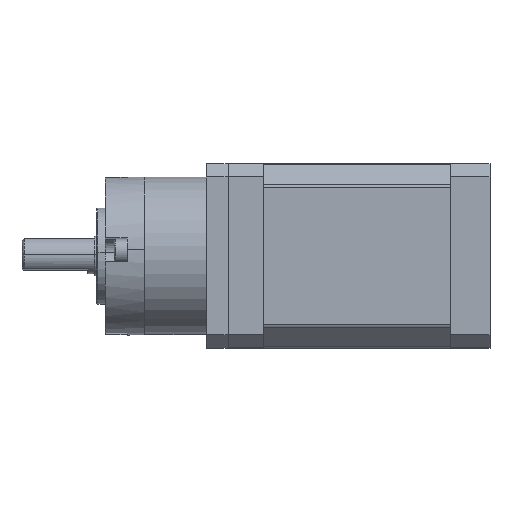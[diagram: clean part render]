
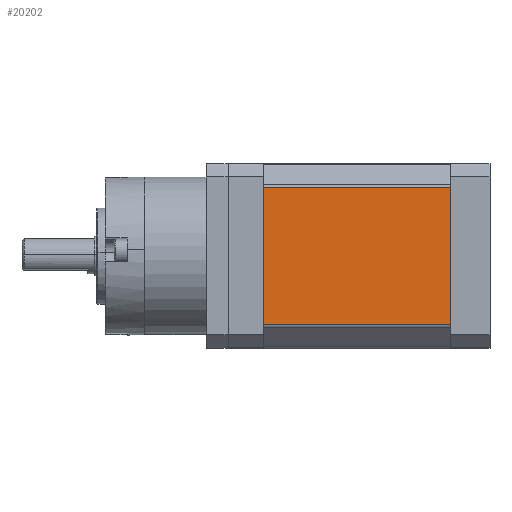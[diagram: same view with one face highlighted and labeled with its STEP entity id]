
A CAD part, top view. The second image highlights one B-rep face of the part: STEP entity #20202.
In plain terms, the highlighted planar face has unit normal (0, 0, 1).
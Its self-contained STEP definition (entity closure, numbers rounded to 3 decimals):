
#810 = DIRECTION ( 'NONE',  ( 0., 0., 1. ) ) ;
#1367 = DIRECTION ( 'NONE',  ( 1., 0., 0. ) ) ;
#1717 = VECTOR ( 'NONE', #23662, 1000. ) ;
#1721 = CARTESIAN_POINT ( 'NONE',  ( -9., -15.586, 21. ) ) ;
#3477 = PLANE ( 'NONE',  #16786 ) ;
#3478 = DIRECTION ( 'NONE',  ( -1., 0., 0. ) ) ;
#4002 = EDGE_CURVE ( 'NONE', #13509, #19667, #6696, .T. ) ;
#4606 = CARTESIAN_POINT ( 'NONE',  ( -51.7, 15.586, 21. ) ) ;
#4699 = EDGE_CURVE ( 'NONE', #5783, #26361, #19562, .T. ) ;
#4852 = CARTESIAN_POINT ( 'NONE',  ( -9., 15.586, 21. ) ) ;
#5605 = LINE ( 'NONE', #5741, #15640 ) ;
#5741 = CARTESIAN_POINT ( 'NONE',  ( -9., 15.586, 21. ) ) ;
#5783 = VERTEX_POINT ( 'NONE', #4852 ) ;
#6696 = LINE ( 'NONE', #23935, #1717 ) ;
#7234 = LINE ( 'NONE', #19707, #17049 ) ;
#8854 = CARTESIAN_POINT ( 'NONE',  ( -51.7, -15.586, 21. ) ) ;
#9619 = EDGE_LOOP ( 'NONE', ( #15174, #14947, #11557, #10283 ) ) ;
#9749 = EDGE_CURVE ( 'NONE', #5783, #19667, #5605, .T. ) ;
#10283 = ORIENTED_EDGE ( 'NONE', *, *, #9749, .T. ) ;
#11557 = ORIENTED_EDGE ( 'NONE', *, *, #4699, .F. ) ;
#12226 = EDGE_CURVE ( 'NONE', #13509, #26361, #7234, .T. ) ;
#13509 = VERTEX_POINT ( 'NONE', #8854 ) ;
#14947 = ORIENTED_EDGE ( 'NONE', *, *, #12226, .T. ) ;
#15174 = ORIENTED_EDGE ( 'NONE', *, *, #4002, .F. ) ;
#15640 = VECTOR ( 'NONE', #3478, 1000. ) ;
#15652 = CARTESIAN_POINT ( 'NONE',  ( -9., -21., 21. ) ) ;
#16032 = VECTOR ( 'NONE', #24187, 1000. ) ;
#16786 = AXIS2_PLACEMENT_3D ( 'NONE', #18101, #810, #1367 ) ;
#17049 = VECTOR ( 'NONE', #23768, 1000. ) ;
#18101 = CARTESIAN_POINT ( 'NONE',  ( -9., -21., 21. ) ) ;
#19562 = LINE ( 'NONE', #15652, #16032 ) ;
#19667 = VERTEX_POINT ( 'NONE', #4606 ) ;
#19707 = CARTESIAN_POINT ( 'NONE',  ( -9., -15.586, 21. ) ) ;
#20202 = ADVANCED_FACE ( 'NONE', ( #24681 ), #3477, .T. ) ;
#23662 = DIRECTION ( 'NONE',  ( 0., 1., 0. ) ) ;
#23768 = DIRECTION ( 'NONE',  ( 1., 0., 0. ) ) ;
#23935 = CARTESIAN_POINT ( 'NONE',  ( -51.7, -21., 21. ) ) ;
#24187 = DIRECTION ( 'NONE',  ( 0., -1., 0. ) ) ;
#24681 = FACE_OUTER_BOUND ( 'NONE', #9619, .T. ) ;
#26361 = VERTEX_POINT ( 'NONE', #1721 ) ;
